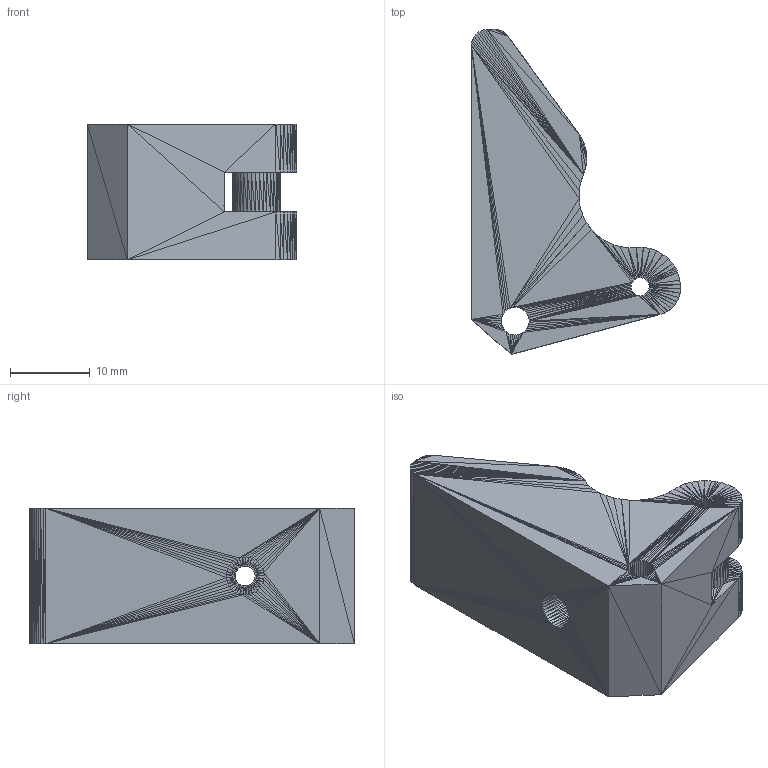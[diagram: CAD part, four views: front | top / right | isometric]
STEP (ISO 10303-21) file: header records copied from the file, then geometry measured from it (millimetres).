
FILE_DESCRIPTION (( 'STEP AP214' ), '1' );
FILE_NAME ('17_extruder bras1.STEP', '2016-10-06T10:25:11', ( '' ), ( '' ), 'SwSTEP 2.0', 'SolidWorks 2016', '' );
FILE_SCHEMA (( 'AUTOMOTIVE_DESIGN' ));
Products named in the file (1): 17_extruder bras1
Bounding box: 26.21 x 40.66 x 17 mm (x, y, z)
Volume: 8701.8 mm3; surface area: 4020.9 mm2
Topology: 1 solids, 1 shells, 7493 faces, 11242 edges, 3743 vertices
Faces by surface type: plane 7493
Entity records: 146166 total; most frequent: DIRECTION 26230, ORIENTED_EDGE 22484, CARTESIAN_POINT 22479, EDGE_CURVE 11242, VECTOR 11242, LINE 11242, AXIS2_PLACEMENT_3D 7494, PLANE 7493
